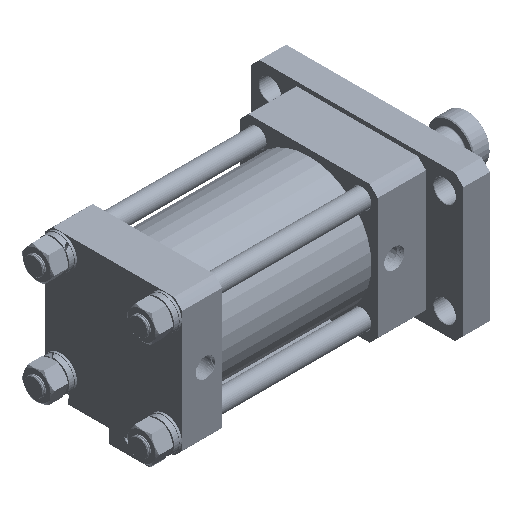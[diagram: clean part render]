
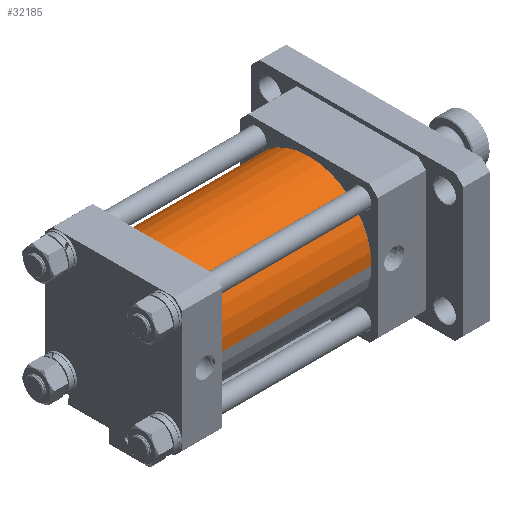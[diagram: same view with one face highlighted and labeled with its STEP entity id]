
A CAD part, isometric view. The second image highlights one B-rep face of the part: STEP entity #32185.
In plain terms, the highlighted cylindrical face has radius 76 mm (diameter 152 mm), a partial arc.
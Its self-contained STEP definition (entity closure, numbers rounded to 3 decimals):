
#1992 = CARTESIAN_POINT ( 'NONE',  ( 686.241, 248.269, 0. ) ) ;
#1993 = DIRECTION ( 'NONE',  ( 1., 0., 0. ) ) ;
#1994 = DIRECTION ( 'NONE',  ( 0., 1., 0. ) ) ;
#3381 = FACE_OUTER_BOUND ( 'NONE', #48502, .T. ) ;
#3384 = AXIS2_PLACEMENT_3D ( 'NONE', #1992, #1993, #1994 ) ;
#3385 = CYLINDRICAL_SURFACE ( 'NONE', #3384, 76. ) ;
#25492 = CARTESIAN_POINT ( 'NONE',  ( 464.832, 172.269, 0. ) ) ;
#25522 = CARTESIAN_POINT ( 'NONE',  ( 649.832, 324.269, 0. ) ) ;
#25655 = CARTESIAN_POINT ( 'NONE',  ( 464.832, 324.269, 0. ) ) ;
#27299 = CARTESIAN_POINT ( 'NONE',  ( 649.832, 172.269, 0. ) ) ;
#29294 = CIRCLE ( 'NONE', #57950, 76. ) ;
#29295 = CIRCLE ( 'NONE', #57958, 76. ) ;
#32185 = ADVANCED_FACE ( 'NONE', ( #3381 ), #3385, .T. ) ;
#43144 = EDGE_CURVE ( 'NONE', #48707, #48544, #29294, .T. ) ;
#43146 = EDGE_CURVE ( 'NONE', #48544, #53153, #55617, .T. ) ;
#43147 = EDGE_CURVE ( 'NONE', #48574, #53153, #29295, .T. ) ;
#43148 = EDGE_CURVE ( 'NONE', #48707, #48574, #55623, .T. ) ;
#48502 = EDGE_LOOP ( 'NONE', ( #57638, #57640, #57639, #57641 ) ) ;
#48544 = VERTEX_POINT ( 'NONE', #25492 ) ;
#48574 = VERTEX_POINT ( 'NONE', #25522 ) ;
#48707 = VERTEX_POINT ( 'NONE', #25655 ) ;
#53153 = VERTEX_POINT ( 'NONE', #27299 ) ;
#55610 = CARTESIAN_POINT ( 'NONE',  ( 464.832, 248.269, 0. ) ) ;
#55611 = DIRECTION ( 'NONE',  ( 1., 0., 0. ) ) ;
#55612 = DIRECTION ( 'NONE',  ( 0., 1., 0. ) ) ;
#55613 = CARTESIAN_POINT ( 'NONE',  ( 649.832, 248.269, 0. ) ) ;
#55617 = LINE ( 'NONE', #55618, #57962 ) ;
#55618 = CARTESIAN_POINT ( 'NONE',  ( 686.241, 172.269, 0. ) ) ;
#55619 = DIRECTION ( 'NONE',  ( 1., 0., 0. ) ) ;
#55620 = DIRECTION ( 'NONE',  ( 1., 0., 0. ) ) ;
#55621 = DIRECTION ( 'NONE',  ( 0., 1., 0. ) ) ;
#55623 = LINE ( 'NONE', #55624, #57966 ) ;
#55624 = CARTESIAN_POINT ( 'NONE',  ( 686.241, 324.269, 0. ) ) ;
#55625 = DIRECTION ( 'NONE',  ( 1., 0., 0. ) ) ;
#57638 = ORIENTED_EDGE ( 'NONE', *, *, #43144, .T. ) ;
#57639 = ORIENTED_EDGE ( 'NONE', *, *, #43147, .F. ) ;
#57640 = ORIENTED_EDGE ( 'NONE', *, *, #43146, .T. ) ;
#57641 = ORIENTED_EDGE ( 'NONE', *, *, #43148, .F. ) ;
#57950 = AXIS2_PLACEMENT_3D ( 'NONE', #55610, #55611, #55612 ) ;
#57958 = AXIS2_PLACEMENT_3D ( 'NONE', #55613, #55620, #55621 ) ;
#57962 = VECTOR ( 'NONE', #55619, 1000. ) ;
#57966 = VECTOR ( 'NONE', #55625, 1000. ) ;
